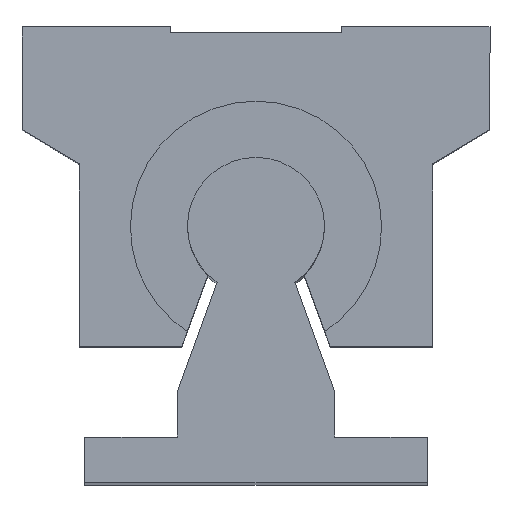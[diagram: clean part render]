
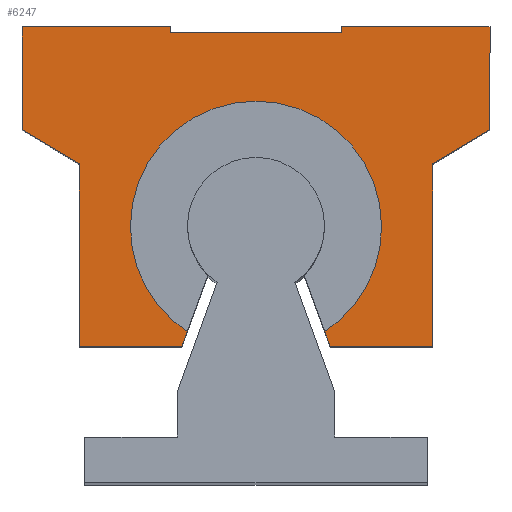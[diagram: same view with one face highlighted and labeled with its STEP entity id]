
A CAD part, top view. The second image highlights one B-rep face of the part: STEP entity #6247.
In plain terms, the highlighted planar face has unit normal (0, 0, 1).
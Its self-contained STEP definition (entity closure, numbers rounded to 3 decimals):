
#37 = EDGE_CURVE ( 'NONE', #6054, #5388, #15595, .T. ) ;
#151 = CARTESIAN_POINT ( 'NONE',  ( 6.027, -26.202, 18. ) ) ;
#319 = DIRECTION ( 'NONE',  ( -1., 0., 0. ) ) ;
#364 = AXIS2_PLACEMENT_3D ( 'NONE', #5395, #504, #663 ) ;
#382 = EDGE_CURVE ( 'NONE', #6390, #6484, #12578, .T. ) ;
#499 = DIRECTION ( 'NONE',  ( 0., 1., 0. ) ) ;
#501 = CARTESIAN_POINT ( 'NONE',  ( 7.5, 0., 18. ) ) ;
#504 = DIRECTION ( 'NONE',  ( 0., 0., -1. ) ) ;
#663 = DIRECTION ( 'NONE',  ( -1., 0., 0. ) ) ;
#788 = ORIENTED_EDGE ( 'NONE', *, *, #12857, .T. ) ;
#798 = CARTESIAN_POINT ( 'NONE',  ( -20.5, -8.5, 18. ) ) ;
#820 = ORIENTED_EDGE ( 'NONE', *, *, #37, .T. ) ;
#977 = VECTOR ( 'NONE', #6854, 1000. ) ;
#1146 = ORIENTED_EDGE ( 'NONE', *, *, #6026, .T. ) ;
#1219 = EDGE_CURVE ( 'NONE', #6484, #9777, #12923, .T. ) ;
#1424 = EDGE_CURVE ( 'NONE', #9496, #6390, #12760, .T. ) ;
#1577 = CARTESIAN_POINT ( 'NONE',  ( 20.5, -8.5, 18. ) ) ;
#1647 = DIRECTION ( 'NONE',  ( -1., 0., 0. ) ) ;
#2005 = VECTOR ( 'NONE', #9503, 1000. ) ;
#2075 = CARTESIAN_POINT ( 'NONE',  ( -11., -17., 18. ) ) ;
#2110 = CARTESIAN_POINT ( 'NONE',  ( -20.5, 0.5, 18. ) ) ;
#2172 = DIRECTION ( 'NONE',  ( 0., 0., -1. ) ) ;
#2196 = ORIENTED_EDGE ( 'NONE', *, *, #12527, .T. ) ;
#2292 = LINE ( 'NONE', #12046, #3755 ) ;
#2354 = DIRECTION ( 'NONE',  ( 0., -1., 0. ) ) ;
#2442 = DIRECTION ( 'NONE',  ( 1., 0., 0. ) ) ;
#2629 = CARTESIAN_POINT ( 'NONE',  ( 7.5, 0., 18. ) ) ;
#2828 = ORIENTED_EDGE ( 'NONE', *, *, #1219, .T. ) ;
#2874 = VERTEX_POINT ( 'NONE', #8317 ) ;
#2928 = CARTESIAN_POINT ( 'NONE',  ( 7.5, 0.5, 18. ) ) ;
#3123 = EDGE_LOOP ( 'NONE', ( #788, #11464, #7012, #12856, #3249, #9085, #10890, #7949, #7979, #13090, #7381, #1146, #5984, #12000, #2828, #2196, #4923, #820 ) ) ;
#3249 = ORIENTED_EDGE ( 'NONE', *, *, #3262, .T. ) ;
#3262 = EDGE_CURVE ( 'NONE', #5255, #4176, #14866, .T. ) ;
#3711 = CARTESIAN_POINT ( 'NONE',  ( -15.5, -11.5, 18. ) ) ;
#3755 = VECTOR ( 'NONE', #14548, 1000. ) ;
#3863 = VERTEX_POINT ( 'NONE', #14079 ) ;
#3882 = CARTESIAN_POINT ( 'NONE',  ( 6.5, -27.5, 18. ) ) ;
#3988 = DIRECTION ( 'NONE',  ( 0.857, -0.514, 0. ) ) ;
#4176 = VERTEX_POINT ( 'NONE', #10527 ) ;
#4233 = VERTEX_POINT ( 'NONE', #15818 ) ;
#4289 = LINE ( 'NONE', #2928, #12759 ) ;
#4372 = DIRECTION ( 'NONE',  ( -1., 0., 0. ) ) ;
#4425 = PLANE ( 'NONE',  #12174 ) ;
#4469 = CIRCLE ( 'NONE', #364, 11. ) ;
#4488 = CARTESIAN_POINT ( 'NONE',  ( 0., -17., 18. ) ) ;
#4506 = FACE_OUTER_BOUND ( 'NONE', #3123, .T. ) ;
#4528 = CIRCLE ( 'NONE', #9387, 11. ) ;
#4645 = DIRECTION ( 'NONE',  ( 0., 0., -1. ) ) ;
#4683 = VERTEX_POINT ( 'NONE', #11189 ) ;
#4760 = LINE ( 'NONE', #3711, #10626 ) ;
#4832 = VERTEX_POINT ( 'NONE', #7313 ) ;
#4877 = CARTESIAN_POINT ( 'NONE',  ( 15.5, -11.5, 18. ) ) ;
#4923 = ORIENTED_EDGE ( 'NONE', *, *, #9090, .T. ) ;
#5023 = CARTESIAN_POINT ( 'NONE',  ( -20.5, -8.5, 18. ) ) ;
#5255 = VERTEX_POINT ( 'NONE', #151 ) ;
#5388 = VERTEX_POINT ( 'NONE', #7727 ) ;
#5392 = DIRECTION ( 'NONE',  ( -1., 0., 0. ) ) ;
#5395 = CARTESIAN_POINT ( 'NONE',  ( 0., -17., 18. ) ) ;
#5684 = DIRECTION ( 'NONE',  ( -1., 0., 0. ) ) ;
#5849 = VECTOR ( 'NONE', #9933, 1000. ) ;
#5984 = ORIENTED_EDGE ( 'NONE', *, *, #1424, .T. ) ;
#5986 = CARTESIAN_POINT ( 'NONE',  ( 15.5, -11.5, 18. ) ) ;
#6026 = EDGE_CURVE ( 'NONE', #4832, #9496, #11478, .T. ) ;
#6054 = VERTEX_POINT ( 'NONE', #10514 ) ;
#6247 = ADVANCED_FACE ( 'NONE', ( #4506 ), #4425, .F. ) ;
#6390 = VERTEX_POINT ( 'NONE', #11458 ) ;
#6484 = VERTEX_POINT ( 'NONE', #14651 ) ;
#6774 = CARTESIAN_POINT ( 'NONE',  ( 20.5, -8.5, 18. ) ) ;
#6854 = DIRECTION ( 'NONE',  ( 0., -1., 0. ) ) ;
#6881 = VECTOR ( 'NONE', #499, 1000. ) ;
#7012 = ORIENTED_EDGE ( 'NONE', *, *, #7107, .T. ) ;
#7068 = DIRECTION ( 'NONE',  ( -1., 0., 0. ) ) ;
#7081 = EDGE_CURVE ( 'NONE', #13321, #8833, #11645, .T. ) ;
#7107 = EDGE_CURVE ( 'NONE', #13293, #3863, #4528, .T. ) ;
#7268 = LINE ( 'NONE', #5986, #13754 ) ;
#7313 = CARTESIAN_POINT ( 'NONE',  ( 7.5, 0., 18. ) ) ;
#7330 = VECTOR ( 'NONE', #5392, 1000. ) ;
#7381 = ORIENTED_EDGE ( 'NONE', *, *, #15766, .T. ) ;
#7457 = CARTESIAN_POINT ( 'NONE',  ( -7.5, 0.5, 18. ) ) ;
#7606 = LINE ( 'NONE', #2629, #5849 ) ;
#7633 = CARTESIAN_POINT ( 'NONE',  ( -7.5, 0., 18. ) ) ;
#7727 = CARTESIAN_POINT ( 'NONE',  ( -6.5, -27.5, 18. ) ) ;
#7754 = EDGE_CURVE ( 'NONE', #11251, #13321, #7268, .T. ) ;
#7949 = ORIENTED_EDGE ( 'NONE', *, *, #7081, .T. ) ;
#7972 = EDGE_CURVE ( 'NONE', #4176, #11251, #14616, .T. ) ;
#7979 = ORIENTED_EDGE ( 'NONE', *, *, #13124, .T. ) ;
#8019 = VECTOR ( 'NONE', #11254, 1000. ) ;
#8055 = CARTESIAN_POINT ( 'NONE',  ( 0., -17., 18. ) ) ;
#8280 = LINE ( 'NONE', #13158, #14503 ) ;
#8317 = CARTESIAN_POINT ( 'NONE',  ( 20.5, 0.5, 18. ) ) ;
#8550 = DIRECTION ( 'NONE',  ( 0., 1., 0. ) ) ;
#8833 = VERTEX_POINT ( 'NONE', #1577 ) ;
#9085 = ORIENTED_EDGE ( 'NONE', *, *, #7972, .T. ) ;
#9090 = EDGE_CURVE ( 'NONE', #13107, #6054, #4760, .T. ) ;
#9387 = AXIS2_PLACEMENT_3D ( 'NONE', #8055, #15349, #4372 ) ;
#9392 = CARTESIAN_POINT ( 'NONE',  ( 0., -17., 18. ) ) ;
#9485 = CARTESIAN_POINT ( 'NONE',  ( -15.5, -11.5, 18. ) ) ;
#9496 = VERTEX_POINT ( 'NONE', #7633 ) ;
#9503 = DIRECTION ( 'NONE',  ( 1., 0., 0. ) ) ;
#9624 = EDGE_CURVE ( 'NONE', #4233, #13293, #13967, .T. ) ;
#9777 = VERTEX_POINT ( 'NONE', #798 ) ;
#9933 = DIRECTION ( 'NONE',  ( 0., -1., 0. ) ) ;
#10231 = EDGE_CURVE ( 'NONE', #3863, #5255, #4469, .T. ) ;
#10384 = VECTOR ( 'NONE', #2442, 1000. ) ;
#10514 = CARTESIAN_POINT ( 'NONE',  ( -15.5, -27.5, 18. ) ) ;
#10527 = CARTESIAN_POINT ( 'NONE',  ( 6.5, -27.5, 18. ) ) ;
#10626 = VECTOR ( 'NONE', #2354, 1000. ) ;
#10890 = ORIENTED_EDGE ( 'NONE', *, *, #7754, .T. ) ;
#10891 = CARTESIAN_POINT ( 'NONE',  ( 15.5, -27.5, 18. ) ) ;
#11189 = CARTESIAN_POINT ( 'NONE',  ( 7.5, 0.5, 18. ) ) ;
#11251 = VERTEX_POINT ( 'NONE', #10891 ) ;
#11254 = DIRECTION ( 'NONE',  ( 0.342, -0.94, 0. ) ) ;
#11458 = CARTESIAN_POINT ( 'NONE',  ( -7.5, 0.5, 18. ) ) ;
#11464 = ORIENTED_EDGE ( 'NONE', *, *, #9624, .T. ) ;
#11478 = LINE ( 'NONE', #501, #7330 ) ;
#11645 = LINE ( 'NONE', #6774, #13743 ) ;
#11956 = VECTOR ( 'NONE', #319, 1000. ) ;
#12000 = ORIENTED_EDGE ( 'NONE', *, *, #382, .T. ) ;
#12046 = CARTESIAN_POINT ( 'NONE',  ( -6.5, -27.5, 18. ) ) ;
#12174 = AXIS2_PLACEMENT_3D ( 'NONE', #9392, #2172, #7068 ) ;
#12527 = EDGE_CURVE ( 'NONE', #9777, #13107, #14809, .T. ) ;
#12578 = LINE ( 'NONE', #7457, #11956 ) ;
#12759 = VECTOR ( 'NONE', #1647, 1000. ) ;
#12760 = LINE ( 'NONE', #15091, #6881 ) ;
#12856 = ORIENTED_EDGE ( 'NONE', *, *, #10231, .T. ) ;
#12857 = EDGE_CURVE ( 'NONE', #5388, #4233, #2292, .T. ) ;
#12923 = LINE ( 'NONE', #2110, #977 ) ;
#13012 = DIRECTION ( 'NONE',  ( 0.857, 0.514, 0. ) ) ;
#13090 = ORIENTED_EDGE ( 'NONE', *, *, #15219, .T. ) ;
#13107 = VERTEX_POINT ( 'NONE', #9485 ) ;
#13124 = EDGE_CURVE ( 'NONE', #8833, #2874, #8280, .T. ) ;
#13158 = CARTESIAN_POINT ( 'NONE',  ( 20.5, 0.5, 18. ) ) ;
#13293 = VERTEX_POINT ( 'NONE', #2075 ) ;
#13321 = VERTEX_POINT ( 'NONE', #4877 ) ;
#13410 = CARTESIAN_POINT ( 'NONE',  ( 15.5, -27.5, 18. ) ) ;
#13743 = VECTOR ( 'NONE', #13012, 1000. ) ;
#13754 = VECTOR ( 'NONE', #8550, 1000. ) ;
#13967 = CIRCLE ( 'NONE', #15745, 11. ) ;
#14079 = CARTESIAN_POINT ( 'NONE',  ( 11., -17., 18. ) ) ;
#14258 = VECTOR ( 'NONE', #3988, 1000. ) ;
#14380 = CARTESIAN_POINT ( 'NONE',  ( -15.5, -27.5, 18. ) ) ;
#14444 = DIRECTION ( 'NONE',  ( 0., 1., 0. ) ) ;
#14503 = VECTOR ( 'NONE', #14444, 1000. ) ;
#14548 = DIRECTION ( 'NONE',  ( 0.342, 0.94, 0. ) ) ;
#14616 = LINE ( 'NONE', #13410, #10384 ) ;
#14651 = CARTESIAN_POINT ( 'NONE',  ( -20.5, 0.5, 18. ) ) ;
#14809 = LINE ( 'NONE', #5023, #14258 ) ;
#14866 = LINE ( 'NONE', #3882, #8019 ) ;
#15091 = CARTESIAN_POINT ( 'NONE',  ( -7.5, 0., 18. ) ) ;
#15219 = EDGE_CURVE ( 'NONE', #2874, #4683, #4289, .T. ) ;
#15349 = DIRECTION ( 'NONE',  ( 0., 0., -1. ) ) ;
#15595 = LINE ( 'NONE', #14380, #2005 ) ;
#15745 = AXIS2_PLACEMENT_3D ( 'NONE', #4488, #4645, #5684 ) ;
#15766 = EDGE_CURVE ( 'NONE', #4683, #4832, #7606, .T. ) ;
#15818 = CARTESIAN_POINT ( 'NONE',  ( -6.027, -26.202, 18. ) ) ;
